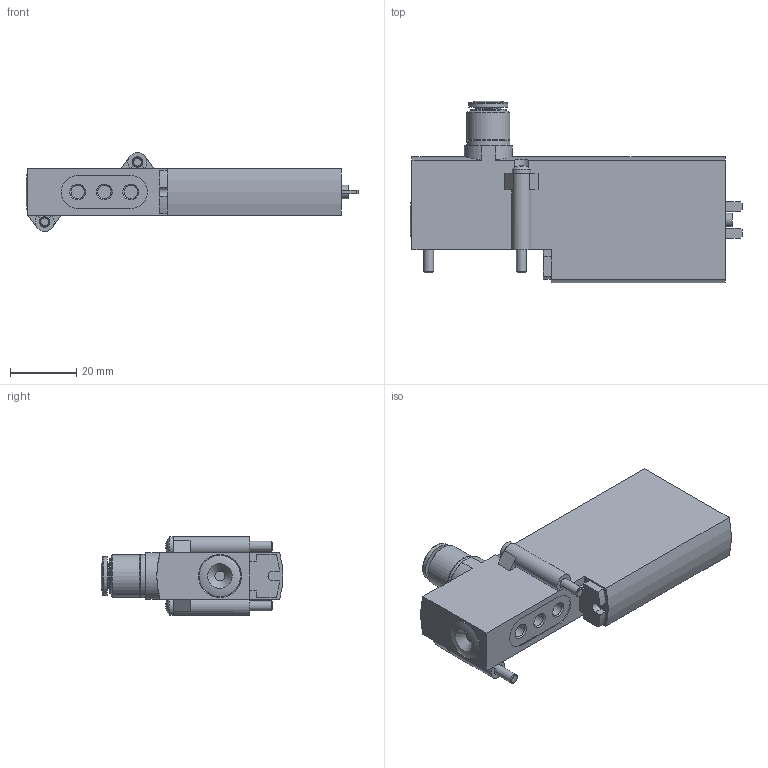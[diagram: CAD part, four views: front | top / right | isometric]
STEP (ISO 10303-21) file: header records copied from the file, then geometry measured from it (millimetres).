
FILE_DESCRIPTION(/* description */ ('STEP AP214'),/* implementation_level */ '2;1');
FILE_NAME(/* name */ '525143_MHP3-MS1H-3_2G-QS-6',/* time_stamp */ '2024-09-06T16:17:54+02:00',/* author */ ('License CC BY-ND 4.0'),/* organization */ ('CADENAS'),/* preprocessor_version */ 'ST-DEVELOPER v19.3',/* originating_system */ 'PARTsolutions',/* authorisation */ ' ');
FILE_SCHEMA (('AUTOMOTIVE_DESIGN {1 0 10303 214 3 1 1}'));
Length unit declared in the file: millimetre
Products named in the file (1): 525143 MHP3-MS1H-3/2G-QS-6
Bounding box: 100.1 x 54.8 x 23.73 mm (x, y, z)
Volume: 46290.2 mm3; surface area: 13486.3 mm2
Topology: 1 solids, 2 shells, 145 faces, 344 edges, 222 vertices
Faces by surface type: plane 90, cylinder 35, cone 13, torus 5, sphere 2
Full cylindrical faces by diameter (mm): 3 x2, 3.1 x2, 4 x4, 5.6 x2, 6 x1, 7.4 x1, 8.566 x1, 10.8 x1, 11.8 x1, 12.5 x2, 13 x2
Entity records: 4027 total; most frequent: CARTESIAN_POINT 719, DIRECTION 697, ORIENTED_EDGE 610, EDGE_CURVE 305, AXIS2_PLACEMENT_3D 254, VERTEX_POINT 220, EDGE_LOOP 201, FACE_BOUND 201
